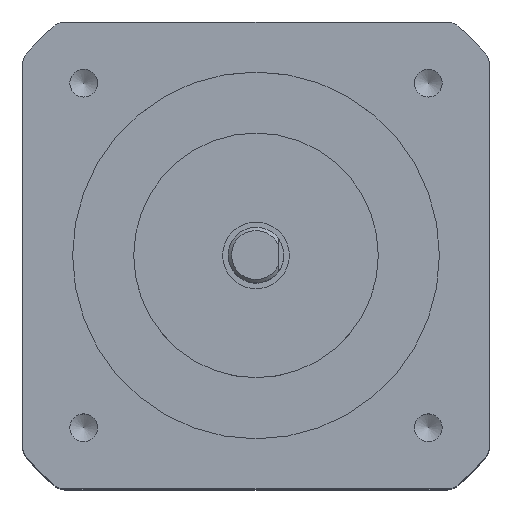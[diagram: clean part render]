
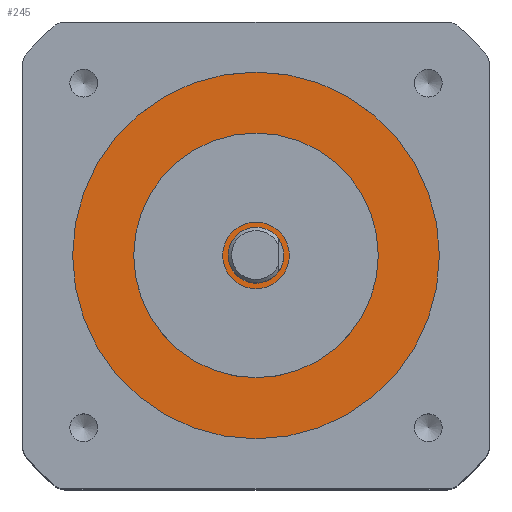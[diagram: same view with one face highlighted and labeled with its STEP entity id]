
A CAD part, top view. The second image highlights one B-rep face of the part: STEP entity #245.
In plain terms, the highlighted planar face has unit normal (0, 0, 1).
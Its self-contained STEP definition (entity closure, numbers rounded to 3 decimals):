
#245 = ADVANCED_FACE( '', ( #555, #556 ), #557, .F. );
#555 = FACE_BOUND( '', #920, .T. );
#556 = FACE_OUTER_BOUND( '', #921, .T. );
#557 = PLANE( '', #922 );
#920 = EDGE_LOOP( '', ( #1555 ) );
#921 = EDGE_LOOP( '', ( #1556 ) );
#922 = AXIS2_PLACEMENT_3D( '', #1557, #1558, #1559 );
#1555 = ORIENTED_EDGE( '', *, *, #2311, .T. );
#1556 = ORIENTED_EDGE( '', *, *, #2151, .F. );
#1557 = CARTESIAN_POINT( '', ( 0., 0., -0.5 ) );
#1558 = DIRECTION( '', ( 0., 0., -1. ) );
#1559 = DIRECTION( '', ( -1., 0., 0. ) );
#2151 = EDGE_CURVE( '', #2591, #2591, #2592, .T. );
#2311 = EDGE_CURVE( '', #2833, #2833, #2834, .T. );
#2591 = VERTEX_POINT( '', #3168 );
#2592 = CIRCLE( '', #3169, 16.5 );
#2833 = VERTEX_POINT( '', #3474 );
#2834 = CIRCLE( '', #3475, 2.5 );
#3168 = CARTESIAN_POINT( '', ( 0., -16.5, -0.5 ) );
#3169 = AXIS2_PLACEMENT_3D( '', #3832, #3833, #3834 );
#3474 = CARTESIAN_POINT( '', ( 2.5, 0., -0.5 ) );
#3475 = AXIS2_PLACEMENT_3D( '', #4067, #4068, #4069 );
#3832 = CARTESIAN_POINT( '', ( 0., 0., -0.5 ) );
#3833 = DIRECTION( '', ( 0., 0., -1. ) );
#3834 = DIRECTION( '', ( 0., -1., 0. ) );
#4067 = CARTESIAN_POINT( '', ( 0., 0., -0.5 ) );
#4068 = DIRECTION( '', ( 0., 0., -1. ) );
#4069 = DIRECTION( '', ( 1., 0., 0. ) );
